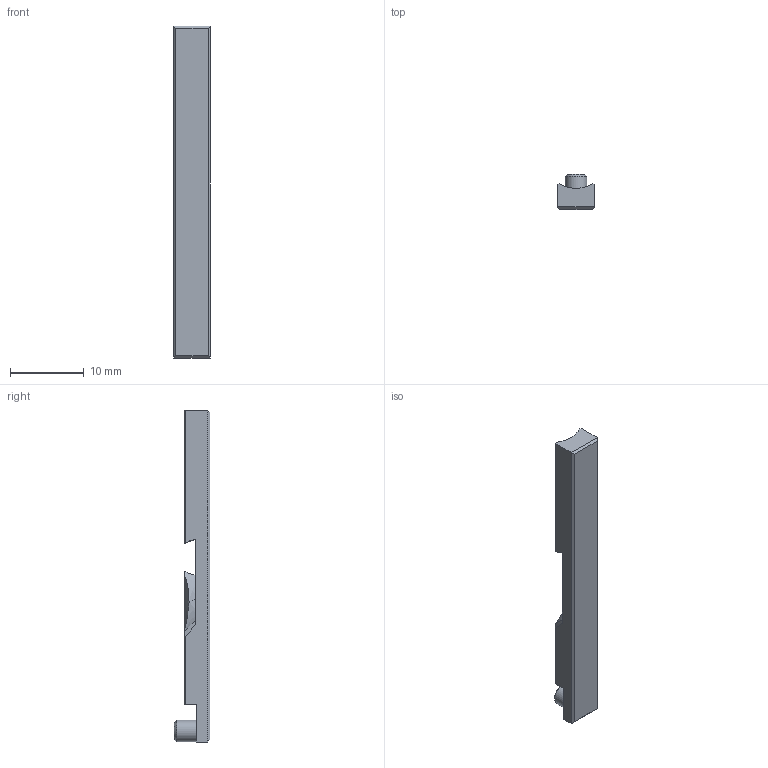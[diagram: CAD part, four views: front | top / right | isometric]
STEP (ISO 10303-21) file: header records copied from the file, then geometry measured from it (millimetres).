
FILE_DESCRIPTION(/* description */ (''),/* implementation_level */ '2;1');
FILE_NAME(/* name */ 'SwitchLeverUnit_Slider.stp',/* time_stamp */ '2025-03-15T21:29:36+09:00',/* author */ ('kumagai'),/* organization */ (''),/* preprocessor_version */ 'ST-DEVELOPER v20',/* originating_system */ 'Autodesk Inventor 2025',/* authorisation */ '');
FILE_SCHEMA (('AUTOMOTIVE_DESIGN { 1 0 10303 214 3 1 1 }'));
Length unit declared in the file: millimetre
Products named in the file (1): SwitchLeverUnit_Slider
Bounding box: 5 x 4.8 x 45 mm (x, y, z)
Volume: 579.5 mm3; surface area: 771.1 mm2
Topology: 1 solids, 1 shells, 29 faces, 87 edges, 75 vertices
Faces by surface type: plane 16, bspline 8, cylinder 4, cone 1
Full cylindrical faces by diameter (mm): 2.9 x1
Entity records: 1114 total; most frequent: CARTESIAN_POINT 404, ORIENTED_EDGE 146, DIRECTION 94, EDGE_CURVE 73, VERTEX_POINT 47, LINE 40, VECTOR 40, EDGE_LOOP 30
